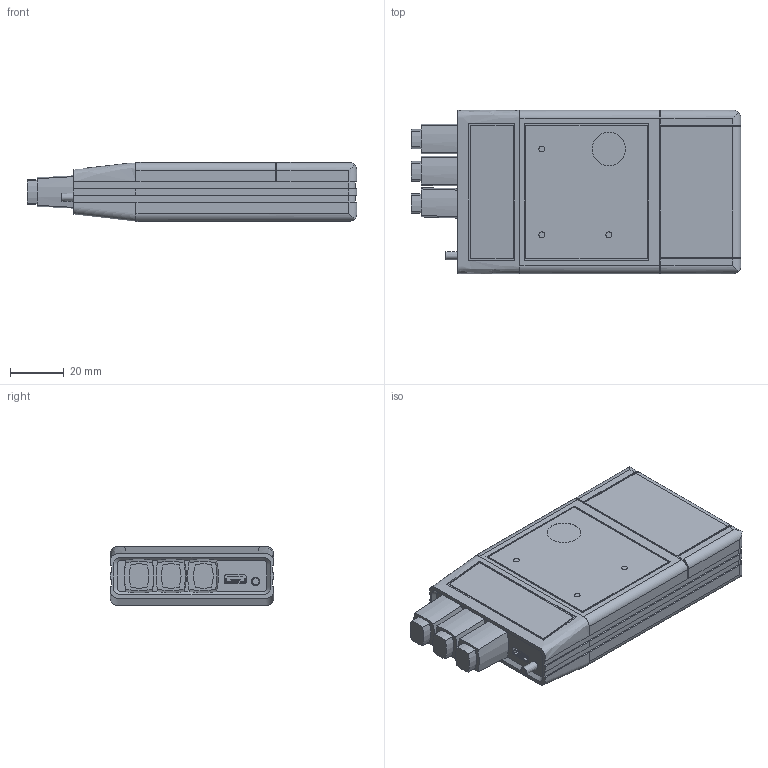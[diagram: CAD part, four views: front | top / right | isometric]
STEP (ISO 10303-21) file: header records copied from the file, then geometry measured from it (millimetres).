
FILE_DESCRIPTION (( 'STEP AP214' ), '1' );
FILE_NAME ('SEN-TESTER-001.STEP', '2021-04-27T13:56:13', ( '' ), ( '' ), 'SwSTEP 2.0', 'SolidWorks 2021', '' );
FILE_SCHEMA (( 'AUTOMOTIVE_DESIGN' ));
Length unit declared in the file: inch
Products named in the file (1): SEN-TESTER-001
Bounding box: 122.9 x 61 x 22 mm (x, y, z)
Volume: 140668.4 mm3; surface area: 22732 mm2
Topology: 1 solids, 1 shells, 196 faces, 552 edges, 375 vertices
Faces by surface type: plane 123, cylinder 56, bspline 15, torus 1, cone 1
Full cylindrical faces by diameter (mm): 2.2 x3, 12.5 x1
Entity records: 6787 total; most frequent: CARTESIAN_POINT 1725, ORIENTED_EDGE 1090, DIRECTION 968, EDGE_CURVE 545, LINE 382, VECTOR 382, VERTEX_POINT 375, AXIS2_PLACEMENT_3D 293
